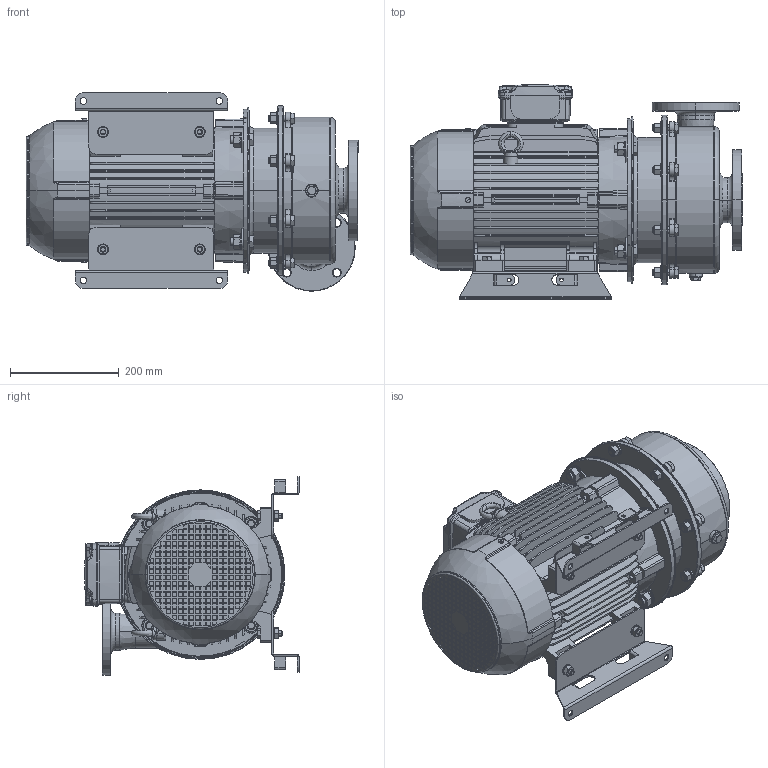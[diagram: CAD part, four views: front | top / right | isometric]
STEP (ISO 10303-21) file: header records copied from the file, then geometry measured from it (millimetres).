
FILE_DESCRIPTION (( 'STEP AP203' ), '1' );
FILE_NAME ('Ýëåêòðîíàñîñíûé àãðåãàò ÕÌ 80_30Ê5_11,0_2.STEP', '2017-03-09T12:53:33', ( 'ÌÅÊ' ), ( '' ), 'SwSTEP 2.0', 'SolidWorks 2015', '' );
FILE_SCHEMA (( 'CONFIG_CONTROL_DESIGN' ));
Length unit declared in the file: millimetre
Products named in the file (20): Êàñòðþëÿ (2) 80_30; Áîëò Ì10 (äë); Êàñòðþëÿ (1) 80_30; ﾘ琺矜; Áîëò Ì12; Ãàéêà; ﾘ琺矜 ﾌ12; Îòâîä 80_30; Ãàéêà Ì12; ﾘ琺矜 (ﾌ14); Áîëò Ì14; 婑鳧氀 Dy65; Ãàéêà Ì14; 婜縺蹞 80_30; 婑鳧氀 Dy80; 132M (11 êÂò); Ôëàíåö ôîíàðÿ 80_30; Ýëåêòðîíàñîñíûé àãðåãàò ÕÌ 80_30Ê5_11,0_2; 扻錪犩 80_30; 冓憵 80_30
Assembly tree (59 placements, depth 2):
  Ýëåêòðîíàñîñíûé àãðåãàò ÕÌ 80_30Ê5_11,0_2
    Áîëò Ì14  x4
    婜縺蹞 80_30
    Ôëàíåö ôîíàðÿ 80_30
    冓憵 80_30  x2
    Áîëò Ì10 (äë)  x4
    ﾘ琺矜  x4
    Ãàéêà  x4
    Îòâîä 80_30
    ﾘ琺矜 (ﾌ14)  x4
    Ãàéêà Ì14  x4
    132M (11 êÂò)
    扻錪犩 80_30
    Êàñòðþëÿ (2) 80_30
    Êàñòðþëÿ (1) 80_30
    Áîëò Ì12  x8
    ﾘ琺矜 ﾌ12  x8
    Ãàéêà Ì12  x8
    婑鳧氀 Dy65
    婑鳧氀 Dy80
Bounding box: 610.7 x 394 x 365 mm (x, y, z)
Volume: 22736308.5 mm3; surface area: 1887092.8 mm2
Topology: 67 solids, 67 shells, 3724 faces, 9070 edges, 5785 vertices
Faces by surface type: plane 2239, cylinder 646, cone 611, bspline 132, torus 82, sphere 14
Entity records: 101928 total; most frequent: CARTESIAN_POINT 27309, ORIENTED_EDGE 15008, DIRECTION 14229, EDGE_CURVE 7504, LINE 5145, VECTOR 5145, VERTEX_POINT 4847, AXIS2_PLACEMENT_3D 4542
